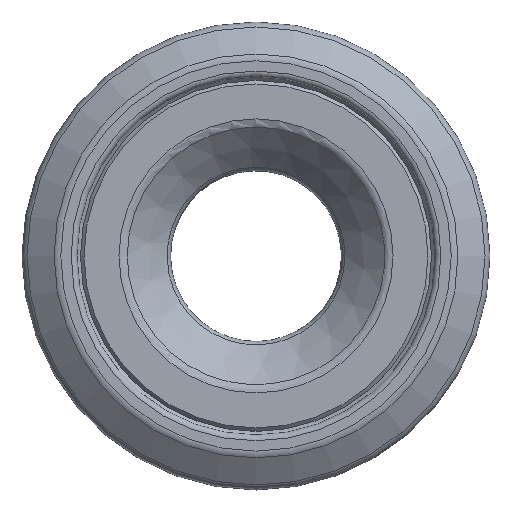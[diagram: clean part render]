
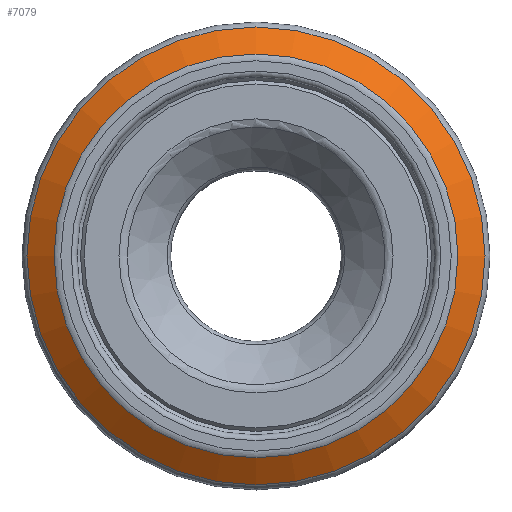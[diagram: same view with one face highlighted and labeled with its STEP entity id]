
A CAD part, top view. The second image highlights one B-rep face of the part: STEP entity #7079.
In plain terms, the highlighted conical face has half-angle 55 degrees and reference radius 18.5 mm.
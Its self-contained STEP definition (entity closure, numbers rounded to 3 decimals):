
#354=CONICAL_SURFACE('',#8171,18.5,0.96);
#816=FACE_OUTER_BOUND('',#1312,.T.);
#1312=EDGE_LOOP('',(#6293,#6294,#6295,#6296,#6297));
#2015=CIRCLE('',#8169,19.574);
#2017=CIRCLE('',#8172,17.258);
#2018=CIRCLE('',#8173,17.258);
#2412=LINE('',#17519,#2610);
#2610=VECTOR('',#10474,18.5);
#3171=VERTEX_POINT('',#17514);
#3172=VERTEX_POINT('',#17518);
#3173=VERTEX_POINT('',#17520);
#4218=EDGE_CURVE('',#3171,#3171,#2015,.T.);
#4220=EDGE_CURVE('',#3171,#3172,#2412,.T.);
#4221=EDGE_CURVE('',#3173,#3172,#2017,.T.);
#4222=EDGE_CURVE('',#3172,#3173,#2018,.T.);
#6293=ORIENTED_EDGE('',*,*,#4218,.F.);
#6294=ORIENTED_EDGE('',*,*,#4220,.T.);
#6295=ORIENTED_EDGE('',*,*,#4221,.F.);
#6296=ORIENTED_EDGE('',*,*,#4222,.F.);
#6297=ORIENTED_EDGE('',*,*,#4220,.F.);
#7079=ADVANCED_FACE('',(#816),#354,.T.);
#8169=AXIS2_PLACEMENT_3D('',#17515,#10468,#10469);
#8171=AXIS2_PLACEMENT_3D('',#17517,#10472,#10473);
#8172=AXIS2_PLACEMENT_3D('',#17521,#10475,#10476);
#8173=AXIS2_PLACEMENT_3D('',#17522,#10477,#10478);
#10468=DIRECTION('center_axis',(0.,0.,-1.));
#10469=DIRECTION('ref_axis',(1.,0.,0.));
#10472=DIRECTION('center_axis',(0.,0.,-1.));
#10473=DIRECTION('ref_axis',(1.,0.,0.));
#10474=DIRECTION('',(0.819,0.,0.574));
#10475=DIRECTION('center_axis',(0.,0.,1.));
#10476=DIRECTION('ref_axis',(1.,0.,0.));
#10477=DIRECTION('center_axis',(0.,0.,1.));
#10478=DIRECTION('ref_axis',(1.,0.,0.));
#17514=CARTESIAN_POINT('',(-19.574,0.,14.698));
#17515=CARTESIAN_POINT('Origin',(0.,0.,14.698));
#17517=CARTESIAN_POINT('Origin',(0.,0.,15.45));
#17518=CARTESIAN_POINT('',(-17.258,0.,16.319));
#17519=CARTESIAN_POINT('',(-18.5,0.,15.45));
#17520=CARTESIAN_POINT('',(17.258,0.,16.319));
#17521=CARTESIAN_POINT('Origin',(0.,0.,16.319));
#17522=CARTESIAN_POINT('Origin',(0.,0.,16.319));
